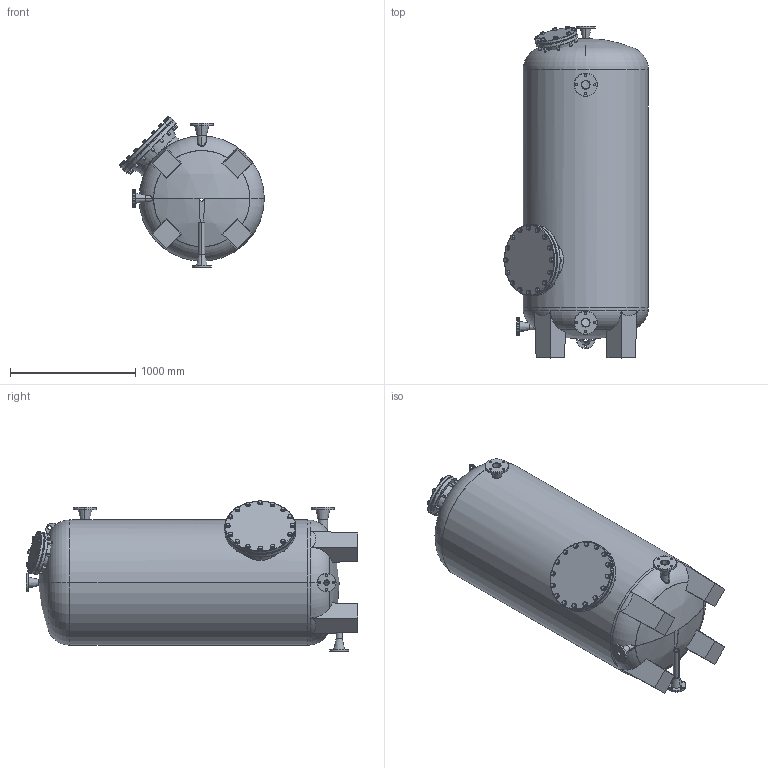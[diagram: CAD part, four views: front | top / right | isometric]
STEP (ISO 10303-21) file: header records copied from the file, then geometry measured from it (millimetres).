
FILE_DESCRIPTION (( 'STEP AP214' ), '1' );
FILE_NAME ('ind_atlantic_100_sb1500.STEP', '2020-12-03T11:27:39', ( '' ), ( '' ), 'SwSTEP 2.0', 'SolidWorks 2019', '' );
FILE_SCHEMA (( 'AUTOMOTIVE_DESIGN' ));
Length unit declared in the file: millimetre
Products named in the file (1): ind_atlantic_100_sb1500
Bounding box: 1155.27 x 2650 x 1205.27 mm (x, y, z)
Volume: 73224351.5 mm3; surface area: 20834458 mm2
Topology: 65 solids, 65 shells, 1005 faces, 2256 edges, 1407 vertices
Faces by surface type: cylinder 355, plane 339, cone 232, torus 55, bspline 16, sphere 8
Entity records: 44996 total; most frequent: CARTESIAN_POINT 10299, DIRECTION 4976, ORIENTED_EDGE 4504, EDGE_CURVE 2252, AXIS2_PLACEMENT_3D 2101, VERTEX_POINT 1405, EDGE_LOOP 1259, CIRCLE 1111
